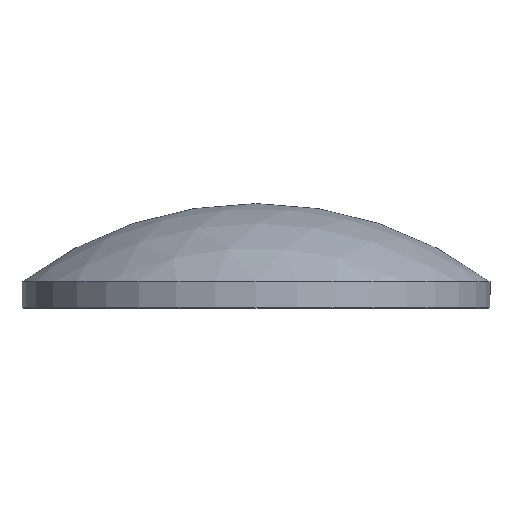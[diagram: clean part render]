
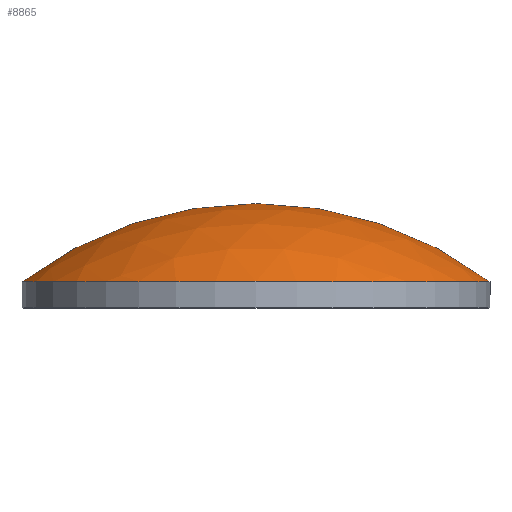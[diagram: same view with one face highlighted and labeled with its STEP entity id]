
A CAD part, top view. The second image highlights one B-rep face of the part: STEP entity #8865.
In plain terms, the highlighted spherical face has radius 22.35 mm.
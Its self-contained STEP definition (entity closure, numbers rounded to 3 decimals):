
#246 = CIRCLE ( 'NONE', #9427, 13.45 ) ;
#583 = AXIS2_PLACEMENT_3D ( 'NONE', #10655, #2902, #8939 ) ;
#635 = EDGE_LOOP ( 'NONE', ( #1391, #7019, #2252 ) ) ;
#1223 = DIRECTION ( 'NONE',  ( 1., 0., 0. ) ) ;
#1391 = ORIENTED_EDGE ( 'NONE', *, *, #4765, .F. ) ;
#1937 = DIRECTION ( 'NONE',  ( 0., -1., 0. ) ) ;
#2252 = ORIENTED_EDGE ( 'NONE', *, *, #7802, .F. ) ;
#2510 = DIRECTION ( 'NONE',  ( 1., 0., 0. ) ) ;
#2654 = SPHERICAL_SURFACE ( 'NONE', #10651, 22.35 ) ;
#2902 = DIRECTION ( 'NONE',  ( 0., 0., -1. ) ) ;
#3125 = CIRCLE ( 'NONE', #583, 22.35 ) ;
#3201 = CARTESIAN_POINT ( 'NONE',  ( 0., 6., 0. ) ) ;
#4765 = EDGE_CURVE ( 'NONE', #10953, #7416, #3125, .T. ) ;
#5252 = CARTESIAN_POINT ( 'NONE',  ( 0., -16.35, 0. ) ) ;
#7019 = ORIENTED_EDGE ( 'NONE', *, *, #7831, .T. ) ;
#7416 = VERTEX_POINT ( 'NONE', #9202 ) ;
#7802 = EDGE_CURVE ( 'NONE', #7416, #10251, #246, .T. ) ;
#7831 = EDGE_CURVE ( 'NONE', #10953, #10251, #9541, .T. ) ;
#8865 = ADVANCED_FACE ( 'NONE', ( #11622 ), #2654, .T. ) ;
#8939 = DIRECTION ( 'NONE',  ( -1., 0., 0. ) ) ;
#9034 = CARTESIAN_POINT ( 'NONE',  ( -13.45, 1.5, 0. ) ) ;
#9202 = CARTESIAN_POINT ( 'NONE',  ( 13.45, 1.5, 0. ) ) ;
#9427 = AXIS2_PLACEMENT_3D ( 'NONE', #10516, #1937, #9600 ) ;
#9541 = CIRCLE ( 'NONE', #10093, 22.35 ) ;
#9600 = DIRECTION ( 'NONE',  ( 1., 0., 0. ) ) ;
#9863 = DIRECTION ( 'NONE',  ( 0., 0., 1. ) ) ;
#10093 = AXIS2_PLACEMENT_3D ( 'NONE', #11702, #9863, #1223 ) ;
#10251 = VERTEX_POINT ( 'NONE', #9034 ) ;
#10516 = CARTESIAN_POINT ( 'NONE',  ( 0., 1.5, 0. ) ) ;
#10651 = AXIS2_PLACEMENT_3D ( 'NONE', #5252, #11978, #2510 ) ;
#10655 = CARTESIAN_POINT ( 'NONE',  ( 0., -16.35, 0. ) ) ;
#10953 = VERTEX_POINT ( 'NONE', #3201 ) ;
#11622 = FACE_OUTER_BOUND ( 'NONE', #635, .T. ) ;
#11702 = CARTESIAN_POINT ( 'NONE',  ( 0., -16.35, 0. ) ) ;
#11978 = DIRECTION ( 'NONE',  ( 0., 0., 1. ) ) ;
